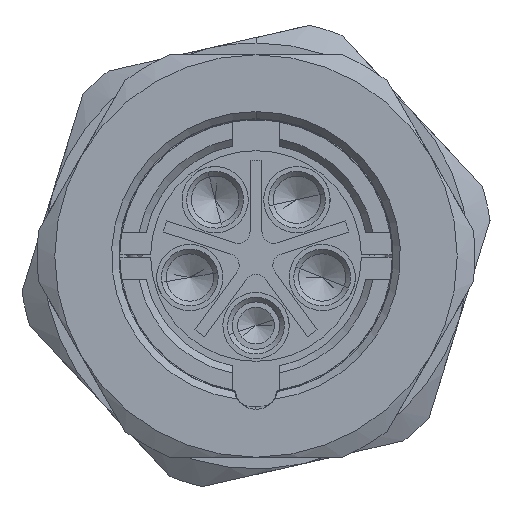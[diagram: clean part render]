
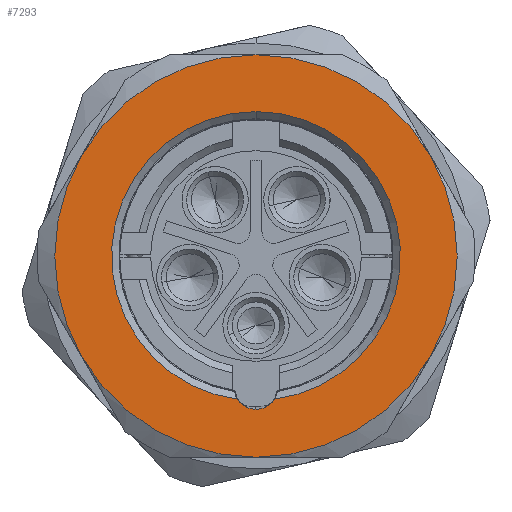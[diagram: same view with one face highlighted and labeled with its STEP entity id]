
A CAD part, front view. The second image highlights one B-rep face of the part: STEP entity #7293.
In plain terms, the highlighted planar face has unit normal (0, -1, 0).
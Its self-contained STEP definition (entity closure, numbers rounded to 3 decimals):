
#942 = VERTEX_POINT ( 'NONE', #3422 ) ;
#1440 = CARTESIAN_POINT ( 'NONE',  ( 7.361, -9.2, -4.25 ) ) ;
#1463 = EDGE_LOOP ( 'NONE', ( #15147, #15037, #15444, #4934, #3015, #8186 ) ) ;
#1868 = VERTEX_POINT ( 'NONE', #3856 ) ;
#1871 = EDGE_CURVE ( 'NONE', #1868, #9090, #7063, .T. ) ;
#2059 = EDGE_CURVE ( 'NONE', #5342, #3698, #2670, .T. ) ;
#2670 = CIRCLE ( 'NONE', #10038, 8.5 ) ;
#3015 = ORIENTED_EDGE ( 'NONE', *, *, #17169, .T. ) ;
#3017 = AXIS2_PLACEMENT_3D ( 'NONE', #17340, #4028, #5316 ) ;
#3018 = DIRECTION ( 'NONE',  ( 0., 1., 0. ) ) ;
#3021 = EDGE_CURVE ( 'NONE', #17074, #5687, #4043, .T. ) ;
#3345 = ORIENTED_EDGE ( 'NONE', *, *, #8549, .F. ) ;
#3399 = CARTESIAN_POINT ( 'NONE',  ( -0.778, -9.2, -6.05 ) ) ;
#3422 = CARTESIAN_POINT ( 'NONE',  ( 0., -9.2, 8.5 ) ) ;
#3698 = VERTEX_POINT ( 'NONE', #9957 ) ;
#3856 = CARTESIAN_POINT ( 'NONE',  ( -7.361, -9.2, 4.25 ) ) ;
#3994 = DIRECTION ( 'NONE',  ( 0., 0., -1. ) ) ;
#4028 = DIRECTION ( 'NONE',  ( 0., 1., 0. ) ) ;
#4043 = CIRCLE ( 'NONE', #12913, 6.1 ) ;
#4610 = DIRECTION ( 'NONE',  ( 0., 0., 1. ) ) ;
#4646 = CARTESIAN_POINT ( 'NONE',  ( -7.361, -9.2, -4.25 ) ) ;
#4934 = ORIENTED_EDGE ( 'NONE', *, *, #10571, .T. ) ;
#4950 = AXIS2_PLACEMENT_3D ( 'NONE', #8767, #10103, #14819 ) ;
#5278 = FACE_BOUND ( 'NONE', #14151, .T. ) ;
#5316 = DIRECTION ( 'NONE',  ( 0., 0., -1. ) ) ;
#5342 = VERTEX_POINT ( 'NONE', #1440 ) ;
#5347 = CARTESIAN_POINT ( 'NONE',  ( 0., -9.2, 0. ) ) ;
#5509 = DIRECTION ( 'NONE',  ( 0., -1., 0. ) ) ;
#5567 = VERTEX_POINT ( 'NONE', #11272 ) ;
#5596 = CARTESIAN_POINT ( 'NONE',  ( 0., -9.2, 0. ) ) ;
#5687 = VERTEX_POINT ( 'NONE', #16572 ) ;
#5767 = CIRCLE ( 'NONE', #13601, 6.1 ) ;
#6071 = AXIS2_PLACEMENT_3D ( 'NONE', #13504, #5509, #14825 ) ;
#6902 = CARTESIAN_POINT ( 'NONE',  ( 0., -9.2, 0. ) ) ;
#7063 = CIRCLE ( 'NONE', #16046, 8.5 ) ;
#7293 = ADVANCED_FACE ( 'NONE', ( #5278, #14111 ), #9702, .F. ) ;
#8186 = ORIENTED_EDGE ( 'NONE', *, *, #1871, .T. ) ;
#8220 = AXIS2_PLACEMENT_3D ( 'NONE', #11725, #17038, #13059 ) ;
#8255 = DIRECTION ( 'NONE',  ( 0., 0., -1. ) ) ;
#8367 = DIRECTION ( 'NONE',  ( 0., -1., 0. ) ) ;
#8484 = CIRCLE ( 'NONE', #4950, 0.925 ) ;
#8545 = CIRCLE ( 'NONE', #8220, 8.5 ) ;
#8549 = EDGE_CURVE ( 'NONE', #11639, #5687, #8484, .T. ) ;
#8767 = CARTESIAN_POINT ( 'NONE',  ( 0., -9.2, -5.55 ) ) ;
#8807 = CARTESIAN_POINT ( 'NONE',  ( 0., -9.2, 0. ) ) ;
#8960 = EDGE_CURVE ( 'NONE', #5567, #5342, #14144, .T. ) ;
#9090 = VERTEX_POINT ( 'NONE', #4646 ) ;
#9103 = AXIS2_PLACEMENT_3D ( 'NONE', #8807, #12813, #4610 ) ;
#9702 = PLANE ( 'NONE',  #3017 ) ;
#9957 = CARTESIAN_POINT ( 'NONE',  ( 7.361, -9.2, 4.25 ) ) ;
#10038 = AXIS2_PLACEMENT_3D ( 'NONE', #5347, #13330, #3994 ) ;
#10103 = DIRECTION ( 'NONE',  ( 0., -1., 0. ) ) ;
#10571 = EDGE_CURVE ( 'NONE', #3698, #942, #8545, .T. ) ;
#11032 = AXIS2_PLACEMENT_3D ( 'NONE', #6902, #8367, #8255 ) ;
#11272 = CARTESIAN_POINT ( 'NONE',  ( 0., -9.2, -8.5 ) ) ;
#11358 = ORIENTED_EDGE ( 'NONE', *, *, #12535, .T. ) ;
#11639 = VERTEX_POINT ( 'NONE', #3399 ) ;
#11725 = CARTESIAN_POINT ( 'NONE',  ( 0., -9.2, 0. ) ) ;
#11761 = EDGE_CURVE ( 'NONE', #9090, #5567, #13518, .T. ) ;
#11906 = CARTESIAN_POINT ( 'NONE',  ( 0., -9.2, 0. ) ) ;
#12356 = DIRECTION ( 'NONE',  ( 0., 0., -1. ) ) ;
#12535 = EDGE_CURVE ( 'NONE', #11639, #17074, #5767, .T. ) ;
#12541 = CARTESIAN_POINT ( 'NONE',  ( 0., -9.2, 6.1 ) ) ;
#12813 = DIRECTION ( 'NONE',  ( 0., -1., 0. ) ) ;
#12913 = AXIS2_PLACEMENT_3D ( 'NONE', #13698, #3018, #12356 ) ;
#13059 = DIRECTION ( 'NONE',  ( 0., 0., -1. ) ) ;
#13330 = DIRECTION ( 'NONE',  ( 0., -1., 0. ) ) ;
#13411 = DIRECTION ( 'NONE',  ( 0., 1., 0. ) ) ;
#13504 = CARTESIAN_POINT ( 'NONE',  ( 0., -9.2, 0. ) ) ;
#13518 = CIRCLE ( 'NONE', #11032, 8.5 ) ;
#13601 = AXIS2_PLACEMENT_3D ( 'NONE', #5596, #13411, #14907 ) ;
#13698 = CARTESIAN_POINT ( 'NONE',  ( 0., -9.2, 0. ) ) ;
#13720 = DIRECTION ( 'NONE',  ( 0., -1., 0. ) ) ;
#14111 = FACE_OUTER_BOUND ( 'NONE', #1463, .T. ) ;
#14144 = CIRCLE ( 'NONE', #6071, 8.5 ) ;
#14151 = EDGE_LOOP ( 'NONE', ( #11358, #15528, #3345 ) ) ;
#14819 = DIRECTION ( 'NONE',  ( 0., 0., 1. ) ) ;
#14825 = DIRECTION ( 'NONE',  ( 0., 0., -1. ) ) ;
#14907 = DIRECTION ( 'NONE',  ( 0., 0., -1. ) ) ;
#15037 = ORIENTED_EDGE ( 'NONE', *, *, #8960, .T. ) ;
#15147 = ORIENTED_EDGE ( 'NONE', *, *, #11761, .T. ) ;
#15444 = ORIENTED_EDGE ( 'NONE', *, *, #2059, .T. ) ;
#15528 = ORIENTED_EDGE ( 'NONE', *, *, #3021, .T. ) ;
#16046 = AXIS2_PLACEMENT_3D ( 'NONE', #11906, #13720, #16333 ) ;
#16275 = CIRCLE ( 'NONE', #9103, 8.5 ) ;
#16333 = DIRECTION ( 'NONE',  ( 0., 0., -1. ) ) ;
#16572 = CARTESIAN_POINT ( 'NONE',  ( 0.778, -9.2, -6.05 ) ) ;
#17038 = DIRECTION ( 'NONE',  ( 0., -1., 0. ) ) ;
#17074 = VERTEX_POINT ( 'NONE', #12541 ) ;
#17169 = EDGE_CURVE ( 'NONE', #942, #1868, #16275, .T. ) ;
#17340 = CARTESIAN_POINT ( 'NONE',  ( 0., -9.2, 0. ) ) ;
